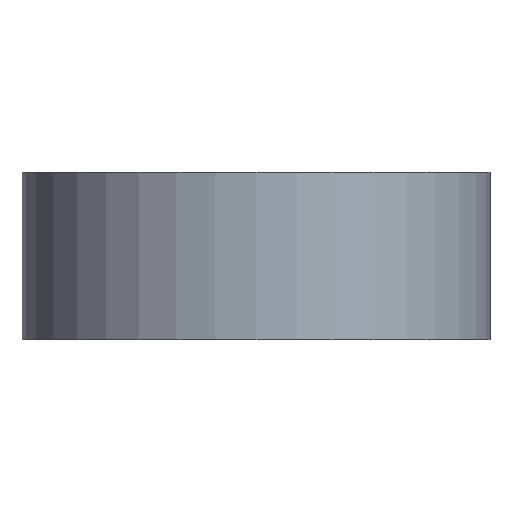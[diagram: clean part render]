
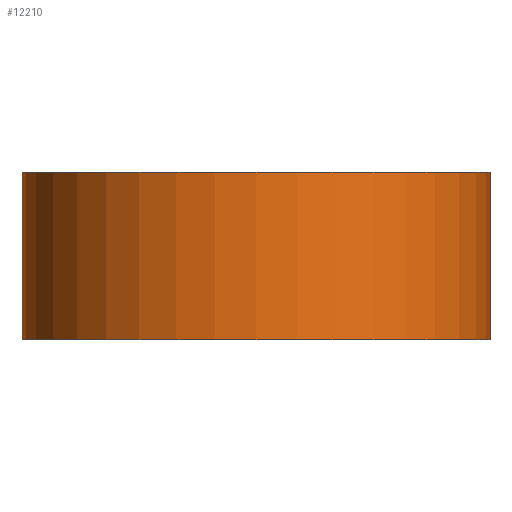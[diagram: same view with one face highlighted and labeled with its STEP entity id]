
A CAD part, front view. The second image highlights one B-rep face of the part: STEP entity #12210.
In plain terms, the highlighted cylindrical face has radius 70 mm (diameter 140 mm), a full revolution.
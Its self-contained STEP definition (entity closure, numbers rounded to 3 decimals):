
#376=CYLINDRICAL_SURFACE('',#13554,70.);
#1583=LINE('',#20924,#2668);
#2668=VECTOR('',#17301,50.);
#3273=FACE_OUTER_BOUND('',#4000,.T.);
#4000=EDGE_LOOP('',(#11358,#11359,#11360,#11361,#11362));
#4001=CIRCLE('',#12226,70.);
#4722=CIRCLE('',#13545,70.);
#4723=CIRCLE('',#13546,70.);
#4726=VERTEX_POINT('',#17304);
#5929=VERTEX_POINT('',#20905);
#5930=VERTEX_POINT('',#20906);
#5933=EDGE_CURVE('',#4726,#4726,#4001,.T.);
#7733=EDGE_CURVE('',#5929,#5930,#4722,.T.);
#7734=EDGE_CURVE('',#5930,#5929,#4723,.T.);
#7742=EDGE_CURVE('',#4726,#5930,#1583,.T.);
#11358=ORIENTED_EDGE('',*,*,#5933,.F.);
#11359=ORIENTED_EDGE('',*,*,#7742,.T.);
#11360=ORIENTED_EDGE('',*,*,#7734,.T.);
#11361=ORIENTED_EDGE('',*,*,#7733,.T.);
#11362=ORIENTED_EDGE('',*,*,#7742,.F.);
#12210=ADVANCED_FACE('',(#3273),#376,.T.);
#12226=AXIS2_PLACEMENT_3D('',#17305,#13559,#13560);
#13545=AXIS2_PLACEMENT_3D('',#20907,#17276,#17277);
#13546=AXIS2_PLACEMENT_3D('',#20908,#17278,#17279);
#13554=AXIS2_PLACEMENT_3D('',#20923,#17299,#17300);
#13559=DIRECTION('center_axis',(0.,0.,1.));
#13560=DIRECTION('ref_axis',(1.,0.,0.));
#17276=DIRECTION('center_axis',(0.,0.,1.));
#17277=DIRECTION('ref_axis',(1.,0.,0.));
#17278=DIRECTION('center_axis',(0.,0.,1.));
#17279=DIRECTION('ref_axis',(1.,0.,0.));
#17299=DIRECTION('center_axis',(0.,0.,1.));
#17300=DIRECTION('ref_axis',(1.,0.,0.));
#17301=DIRECTION('',(0.,0.,-1.));
#17304=CARTESIAN_POINT('',(-70.,0.,260.));
#17305=CARTESIAN_POINT('Origin',(0.,0.,
260.));
#20905=CARTESIAN_POINT('',(70.,0.,210.));
#20906=CARTESIAN_POINT('',(-70.,0.,210.));
#20907=CARTESIAN_POINT('Origin',(0.,0.,210.));
#20908=CARTESIAN_POINT('Origin',(0.,0.,210.));
#20923=CARTESIAN_POINT('Origin',(0.,0.,200.));
#20924=CARTESIAN_POINT('',(-70.,0.,200.));
